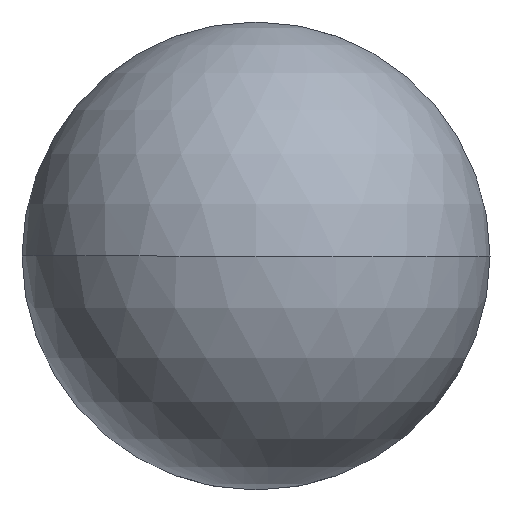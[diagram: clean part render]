
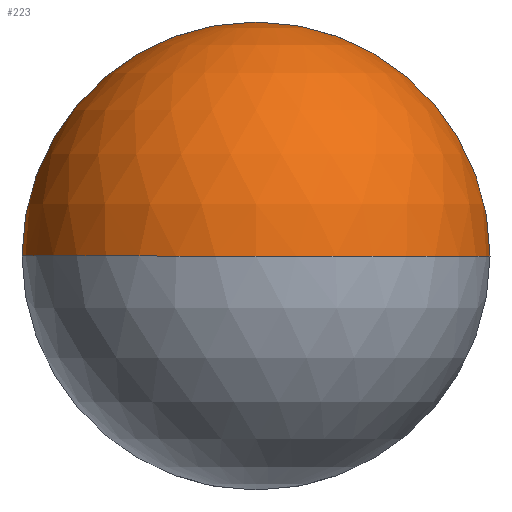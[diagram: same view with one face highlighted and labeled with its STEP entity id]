
A CAD part, front view. The second image highlights one B-rep face of the part: STEP entity #223.
In plain terms, the highlighted spherical face has radius 7.938 mm.
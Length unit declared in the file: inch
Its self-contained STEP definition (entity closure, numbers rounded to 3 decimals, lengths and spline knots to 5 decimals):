
#5 = EDGE_LOOP ( 'NONE', ( #35, #316, #303, #344 ) ) ;
#24 = DIRECTION ( 'NONE',  ( 0., 0., 1. ) ) ;
#27 = CIRCLE ( 'NONE', #125, 0.3125 ) ;
#35 = ORIENTED_EDGE ( 'NONE', *, *, #156, .T. ) ;
#38 = DIRECTION ( 'NONE',  ( -1., 0., 0. ) ) ;
#60 = EDGE_CURVE ( 'NONE', #146, #232, #293, .T. ) ;
#78 = CARTESIAN_POINT ( 'NONE',  ( 0., 0.3125, 0. ) ) ;
#95 = DIRECTION ( 'NONE',  ( 0., 0., -1. ) ) ;
#107 = CIRCLE ( 'NONE', #280, 0.3125 ) ;
#109 = VERTEX_POINT ( 'NONE', #269 ) ;
#125 = AXIS2_PLACEMENT_3D ( 'NONE', #289, #334, #338 ) ;
#126 = DIRECTION ( 'NONE',  ( 0., -1., 0. ) ) ;
#129 = CARTESIAN_POINT ( 'NONE',  ( 0., 0.3125, 0. ) ) ;
#134 = FACE_OUTER_BOUND ( 'NONE', #5, .T. ) ;
#146 = VERTEX_POINT ( 'NONE', #266 ) ;
#156 = EDGE_CURVE ( 'NONE', #369, #146, #27, .T. ) ;
#176 = DIRECTION ( 'NONE',  ( 0., 0., 1. ) ) ;
#201 = SPHERICAL_SURFACE ( 'NONE', #250, 0.3125 ) ;
#223 = ADVANCED_FACE ( 'NONE', ( #134 ), #201, .T. ) ;
#232 = VERTEX_POINT ( 'NONE', #264 ) ;
#247 = DIRECTION ( 'NONE',  ( 0., 0., -1. ) ) ;
#250 = AXIS2_PLACEMENT_3D ( 'NONE', #78, #24, #290 ) ;
#264 = CARTESIAN_POINT ( 'NONE',  ( 0., 0., 0. ) ) ;
#266 = CARTESIAN_POINT ( 'NONE',  ( -0.3125, 0.3125, 0. ) ) ;
#269 = CARTESIAN_POINT ( 'NONE',  ( 0.3125, 0.3125, 0. ) ) ;
#275 = CARTESIAN_POINT ( 'NONE',  ( 0., 0.3125, 0. ) ) ;
#280 = AXIS2_PLACEMENT_3D ( 'NONE', #129, #95, #38 ) ;
#285 = EDGE_CURVE ( 'NONE', #109, #232, #107, .T. ) ;
#289 = CARTESIAN_POINT ( 'NONE',  ( 0., 0.3125, 0. ) ) ;
#290 = DIRECTION ( 'NONE',  ( 1., 0., 0. ) ) ;
#293 = CIRCLE ( 'NONE', #336, 0.3125 ) ;
#294 = DIRECTION ( 'NONE',  ( 1., 0., 0. ) ) ;
#303 = ORIENTED_EDGE ( 'NONE', *, *, #285, .F. ) ;
#304 = CARTESIAN_POINT ( 'NONE',  ( 0., 0.3125, 0.3125 ) ) ;
#310 = CIRCLE ( 'NONE', #351, 0.3125 ) ;
#316 = ORIENTED_EDGE ( 'NONE', *, *, #60, .T. ) ;
#334 = DIRECTION ( 'NONE',  ( 0., -1., 0. ) ) ;
#336 = AXIS2_PLACEMENT_3D ( 'NONE', #371, #176, #294 ) ;
#338 = DIRECTION ( 'NONE',  ( 0., 0., -1. ) ) ;
#340 = EDGE_CURVE ( 'NONE', #109, #369, #310, .T. ) ;
#344 = ORIENTED_EDGE ( 'NONE', *, *, #340, .T. ) ;
#351 = AXIS2_PLACEMENT_3D ( 'NONE', #275, #126, #247 ) ;
#369 = VERTEX_POINT ( 'NONE', #304 ) ;
#371 = CARTESIAN_POINT ( 'NONE',  ( 0., 0.3125, 0. ) ) ;
